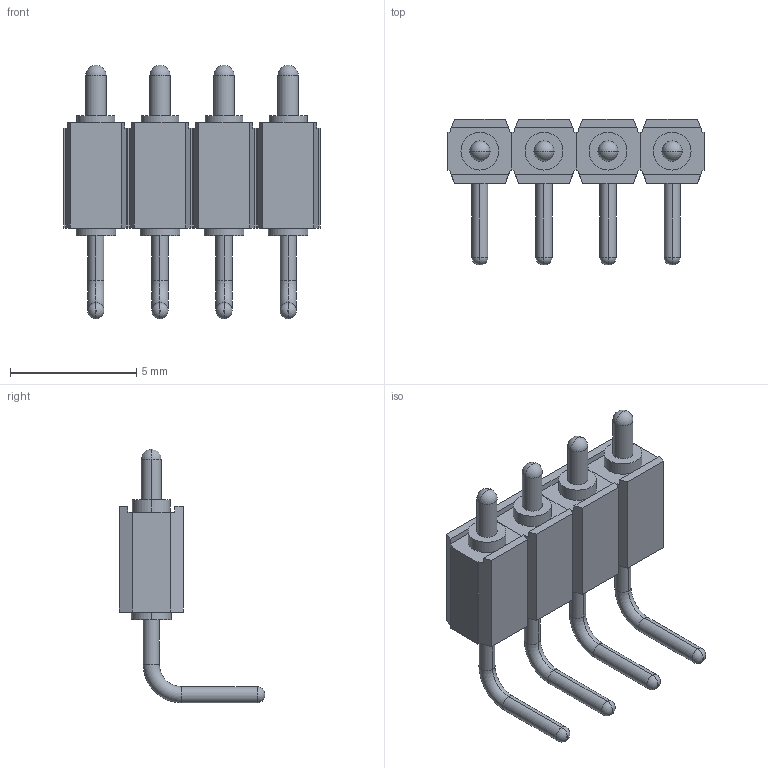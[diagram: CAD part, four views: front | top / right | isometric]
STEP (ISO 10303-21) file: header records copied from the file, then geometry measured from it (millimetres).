
FILE_DESCRIPTION (( 'STEP AP214' ), '1' );
FILE_NAME ('Pogo Spring 4_Pin.STEP', '2019-10-18T10:59:47', ( '' ), ( '' ), 'SwSTEP 2.0', 'SolidWorks 2016', '' );
FILE_SCHEMA (( 'AUTOMOTIVE_DESIGN' ));
Length unit declared in the file: millimetre
Products named in the file (1): Pogo Spring 4_Pin
Bounding box: 10.16 x 5.77 x 10.06 mm (x, y, z)
Volume: 116.5 mm3; surface area: 297.5 mm2
Topology: 4 solids, 4 shells, 148 faces, 360 edges, 228 vertices
Faces by surface type: plane 84, cylinder 40, torus 16, sphere 8
Entity records: 5687 total; most frequent: DIRECTION 754, CARTESIAN_POINT 713, ORIENTED_EDGE 688, EDGE_CURVE 344, AXIS2_PLACEMENT_3D 261, LINE 232, VECTOR 232, VERTEX_POINT 220
